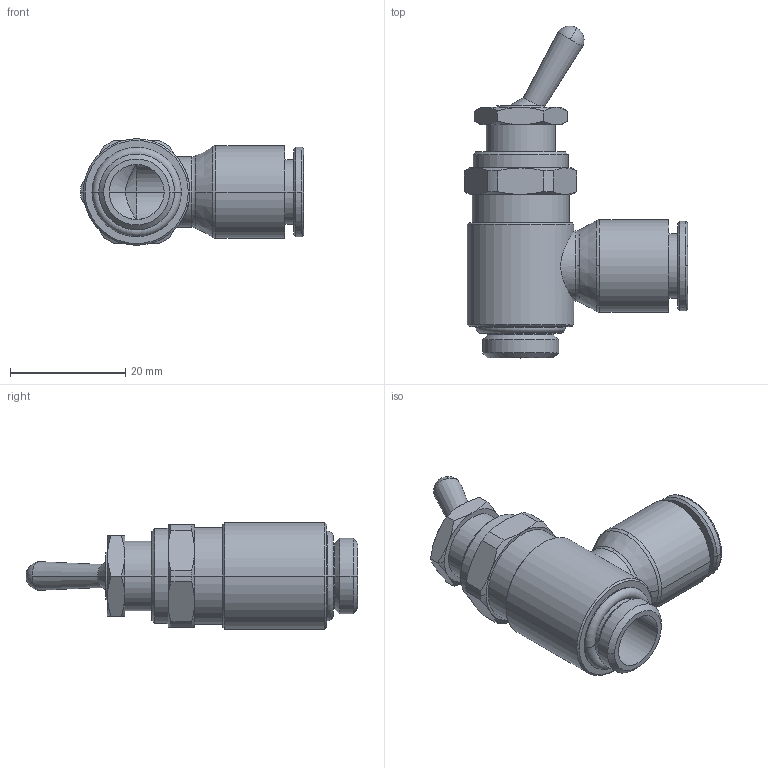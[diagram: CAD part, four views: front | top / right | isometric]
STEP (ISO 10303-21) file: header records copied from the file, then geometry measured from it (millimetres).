
FILE_DESCRIPTION(('STEP AP214'),'1');
FILE_NAME('7802_10_13.stp','2016-07-07T14:59:03',('TraceParts'),('TraceParts S.A.'),'Spatial InterOp 3D',' ',' ');
FILE_SCHEMA(('automotive_design'));
Length unit declared in the file: millimetre
Products named in the file (2): 1; 2
Bounding box: 38.7 x 57.58 x 18.5 mm (x, y, z)
Volume: 10357.7 mm3; surface area: 6130.7 mm2
Topology: 2 solids, 2 shells, 145 faces, 333 edges, 203 vertices
Faces by surface type: cone 62, cylinder 36, plane 29, torus 18
Entity records: 4469 total; most frequent: CARTESIAN_POINT 1168, DIRECTION 752, ORIENTED_EDGE 666, AXIS2_PLACEMENT_3D 334, EDGE_CURVE 333, VERTEX_POINT 203, CIRCLE 181, EDGE_LOOP 160
